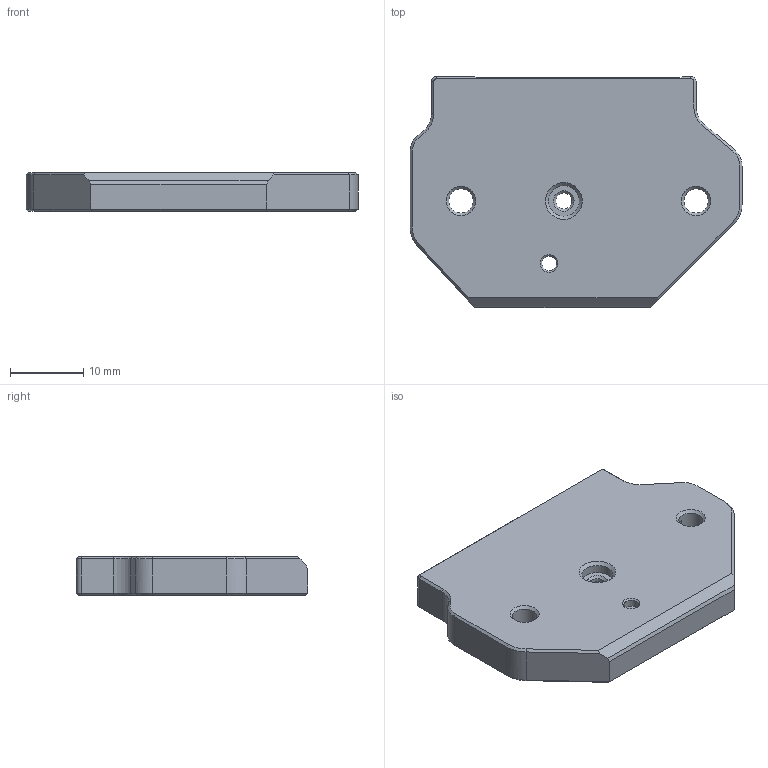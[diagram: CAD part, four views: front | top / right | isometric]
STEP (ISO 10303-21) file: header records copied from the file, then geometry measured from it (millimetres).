
FILE_DESCRIPTION(/* description */ ('','CAx-IF Rec.Pracs.---Representation and Presentation of Product Manufacturing Information (PMI)---4.0---2014-10-13'),/* implementation_level */ '2;1');
FILE_NAME(/* name */ 'SherpaMicro.step',/* time_stamp */ '2025-02-02T10:07:35Z',/* author */ (''),/* organization */ (''),/* preprocessor_version */ 'ST-DEVELOPER v20',/* originating_system */ 'Autodesk Translation Framework v13.20.0.188',/* authorisation */ '');
FILE_SCHEMA (('AP242_MANAGED_MODEL_BASED_3D_ENGINEERING_MIM_LF { 1 0 10303 442 1 1 4 }'));
Length unit declared in the file: millimetre
Products named in the file (1): (Unsaved)
Bounding box: 45.2 x 31.45 x 5.3 mm (x, y, z)
Volume: 4209 mm3; surface area: 4651.1 mm2
Topology: 1 solids, 1 shells, 127 faces, 323 edges, 199 vertices
Faces by surface type: plane 70, cone 29, cylinder 26, bspline 1, torus 1
Full cylindrical faces by diameter (mm): 2 x2, 2.2 x2, 3.3 x2, 4.2 x2
Entity records: 3898 total; most frequent: CARTESIAN_POINT 721, DIRECTION 662, ORIENTED_EDGE 646, EDGE_CURVE 323, LINE 222, VECTOR 222, AXIS2_PLACEMENT_3D 220, VERTEX_POINT 199
